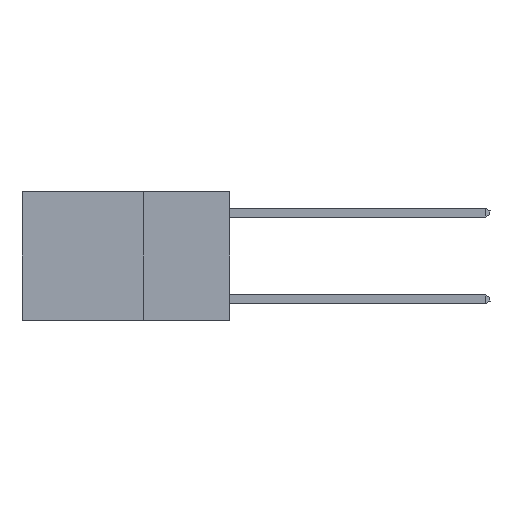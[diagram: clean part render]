
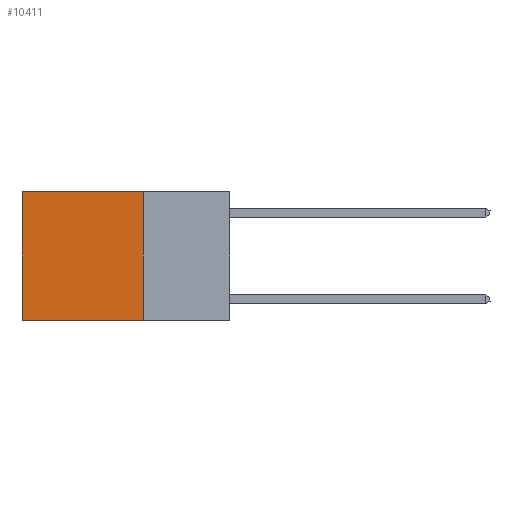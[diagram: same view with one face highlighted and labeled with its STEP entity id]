
A CAD part, left-side view. The second image highlights one B-rep face of the part: STEP entity #10411.
In plain terms, the highlighted planar face has unit normal (-1, 0, 0).
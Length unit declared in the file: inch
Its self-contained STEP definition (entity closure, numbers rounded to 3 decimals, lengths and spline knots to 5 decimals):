
#48 = EDGE_CURVE ( 'NONE', #14385, #3016, #1107, .T. ) ;
#1058 = CARTESIAN_POINT ( 'NONE',  ( 0.2625, 0.25, 0. ) ) ;
#1107 = LINE ( 'NONE', #22762, #13101 ) ;
#1234 = AXIS2_PLACEMENT_3D ( 'NONE', #1058, #24400, #10507 ) ;
#1752 = DIRECTION ( 'NONE',  ( 0., 1., 0. ) ) ;
#2556 = CARTESIAN_POINT ( 'NONE',  ( 0.2625, 0.6, 0. ) ) ;
#3016 = VERTEX_POINT ( 'NONE', #23636 ) ;
#3707 = EDGE_CURVE ( 'NONE', #29123, #10680, #29637, .T. ) ;
#4483 = VECTOR ( 'NONE', #24564, 39.37008 ) ;
#4835 = EDGE_LOOP ( 'NONE', ( #27111, #8327, #15015, #21456 ) ) ;
#6185 = CARTESIAN_POINT ( 'NONE',  ( 0.2625, 0.25, -0.37 ) ) ;
#8327 = ORIENTED_EDGE ( 'NONE', *, *, #3707, .F. ) ;
#8483 = EDGE_CURVE ( 'NONE', #3016, #10680, #18783, .T. ) ;
#10407 = DIRECTION ( 'NONE',  ( 0., 1., 0. ) ) ;
#10411 = ADVANCED_FACE ( 'NONE', ( #13234 ), #22312, .F. ) ;
#10505 = CARTESIAN_POINT ( 'NONE',  ( 0.2625, 0.25, 0. ) ) ;
#10507 = DIRECTION ( 'NONE',  ( 0., 0., -1. ) ) ;
#10680 = VERTEX_POINT ( 'NONE', #16811 ) ;
#11063 = VECTOR ( 'NONE', #1752, 39.37008 ) ;
#13101 = VECTOR ( 'NONE', #10407, 39.37008 ) ;
#13234 = FACE_OUTER_BOUND ( 'NONE', #4835, .T. ) ;
#13360 = VECTOR ( 'NONE', #20766, 39.37008 ) ;
#14385 = VERTEX_POINT ( 'NONE', #17162 ) ;
#15015 = ORIENTED_EDGE ( 'NONE', *, *, #28449, .F. ) ;
#16811 = CARTESIAN_POINT ( 'NONE',  ( 0.2625, 0.6, -0.37 ) ) ;
#17162 = CARTESIAN_POINT ( 'NONE',  ( 0.2625, 0.25, 0. ) ) ;
#18783 = LINE ( 'NONE', #2556, #13360 ) ;
#20766 = DIRECTION ( 'NONE',  ( 0., 0., -1. ) ) ;
#21456 = ORIENTED_EDGE ( 'NONE', *, *, #48, .T. ) ;
#22312 = PLANE ( 'NONE',  #1234 ) ;
#22762 = CARTESIAN_POINT ( 'NONE',  ( 0.2625, 0.25, 0. ) ) ;
#23636 = CARTESIAN_POINT ( 'NONE',  ( 0.2625, 0.6, 0. ) ) ;
#24400 = DIRECTION ( 'NONE',  ( 1., 0., 0. ) ) ;
#24564 = DIRECTION ( 'NONE',  ( 0., 0., -1. ) ) ;
#25825 = CARTESIAN_POINT ( 'NONE',  ( 0.2625, 0.25, -0.37 ) ) ;
#27111 = ORIENTED_EDGE ( 'NONE', *, *, #8483, .T. ) ;
#28449 = EDGE_CURVE ( 'NONE', #14385, #29123, #28967, .T. ) ;
#28967 = LINE ( 'NONE', #10505, #4483 ) ;
#29123 = VERTEX_POINT ( 'NONE', #25825 ) ;
#29637 = LINE ( 'NONE', #6185, #11063 ) ;
